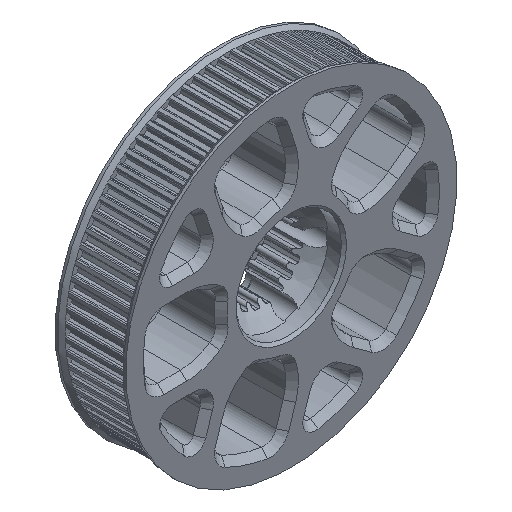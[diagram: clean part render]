
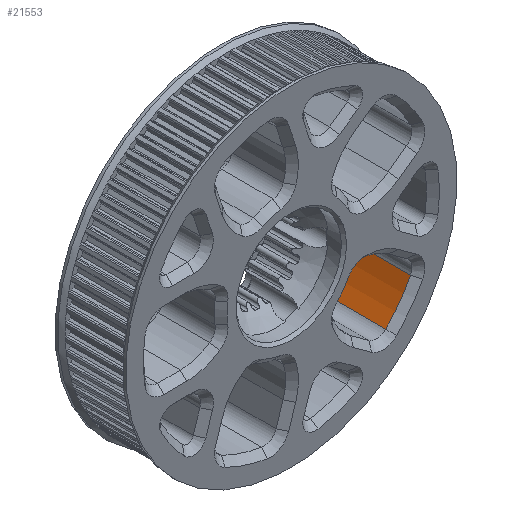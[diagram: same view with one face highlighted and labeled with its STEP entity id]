
A CAD part, isometric view. The second image highlights one B-rep face of the part: STEP entity #21553.
In plain terms, the highlighted cylindrical face has radius 22.056 mm (diameter 44.111 mm), a partial arc.
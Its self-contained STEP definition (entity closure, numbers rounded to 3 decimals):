
#225=CYLINDRICAL_SURFACE('',#23288,22.056);
#658=LINE('',#35487,#2847);
#659=LINE('',#35488,#2848);
#2847=VECTOR('',#26427,8.);
#2848=VECTOR('',#26428,8.);
#5875=FACE_OUTER_BOUND('',#7149,.T.);
#7149=EDGE_LOOP('',(#16240,#16241,#16242,#16243));
#8785=CIRCLE('',#23262,22.056);
#8793=CIRCLE('',#23282,22.056);
#9889=VERTEX_POINT('',#35287);
#9900=VERTEX_POINT('',#35323);
#9911=VERTEX_POINT('',#35469);
#9912=VERTEX_POINT('',#35473);
#12227=EDGE_CURVE('',#9889,#9900,#8785,.T.);
#12255=EDGE_CURVE('',#9912,#9911,#8793,.T.);
#12261=EDGE_CURVE('',#9889,#9911,#658,.T.);
#12262=EDGE_CURVE('',#9900,#9912,#659,.T.);
#16240=ORIENTED_EDGE('',*,*,#12227,.F.);
#16241=ORIENTED_EDGE('',*,*,#12261,.T.);
#16242=ORIENTED_EDGE('',*,*,#12255,.F.);
#16243=ORIENTED_EDGE('',*,*,#12262,.F.);
#21553=ADVANCED_FACE('',(#5875),#225,.F.);
#23262=AXIS2_PLACEMENT_3D('',#35327,#26356,#26357);
#23282=AXIS2_PLACEMENT_3D('',#35475,#26410,#26411);
#23288=AXIS2_PLACEMENT_3D('',#35486,#26425,#26426);
#26356=DIRECTION('center_axis',(0.,-1.,0.));
#26357=DIRECTION('ref_axis',(1.,0.,0.));
#26410=DIRECTION('center_axis',(0.,1.,0.));
#26411=DIRECTION('ref_axis',(1.,0.,0.));
#26425=DIRECTION('center_axis',(0.,-1.,0.));
#26426=DIRECTION('ref_axis',(-0.588,0.,0.809));
#26427=DIRECTION('',(0.,-1.,0.));
#26428=DIRECTION('',(0.,-1.,0.));
#35287=CARTESIAN_POINT('',(292.285,53.,0.919));
#35323=CARTESIAN_POINT('',(296.161,53.,6.259));
#35327=CARTESIAN_POINT('Origin',(276.575,53.,16.4));
#35469=CARTESIAN_POINT('',(292.285,45.,0.919));
#35473=CARTESIAN_POINT('',(296.161,45.,6.259));
#35475=CARTESIAN_POINT('Origin',(276.575,45.,16.4));
#35486=CARTESIAN_POINT('Origin',(276.575,54.,16.4));
#35487=CARTESIAN_POINT('',(292.285,53.,0.919));
#35488=CARTESIAN_POINT('',(296.161,53.,6.259));
